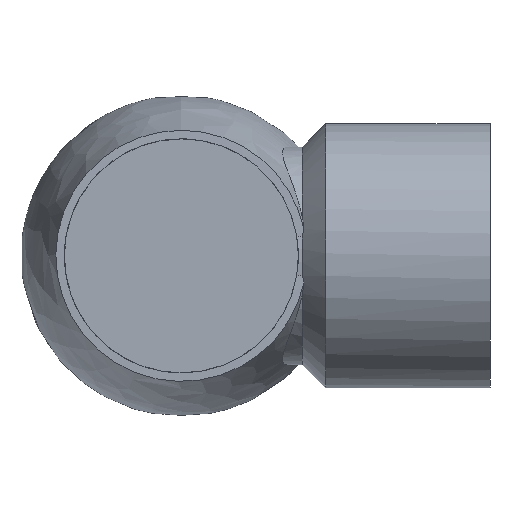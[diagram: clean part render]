
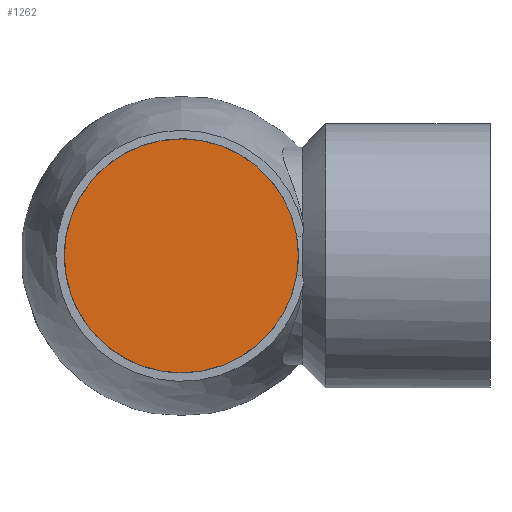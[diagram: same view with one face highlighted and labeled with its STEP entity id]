
A CAD part, front view. The second image highlights one B-rep face of the part: STEP entity #1262.
In plain terms, the highlighted planar face has unit normal (0, -1, 0).
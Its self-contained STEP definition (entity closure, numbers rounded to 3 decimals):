
#103=FACE_OUTER_BOUND('',#177,.T.);
#177=EDGE_LOOP('',(#850));
#479=CIRCLE('',#1375,29.);
#516=VERTEX_POINT('',#2099);
#645=EDGE_CURVE('',#516,#516,#479,.T.);
#850=ORIENTED_EDGE('',*,*,#645,.F.);
#1135=PLANE('',#1374);
#1262=ADVANCED_FACE('',(#103),#1135,.T.);
#1374=AXIS2_PLACEMENT_3D('',#2098,#1505,#1506);
#1375=AXIS2_PLACEMENT_3D('',#2100,#1507,#1508);
#1505=DIRECTION('center_axis',(0.,-1.,0.));
#1506=DIRECTION('ref_axis',(0.,0.,-1.));
#1507=DIRECTION('center_axis',(0.,1.,0.));
#1508=DIRECTION('ref_axis',(0.,0.,1.));
#2098=CARTESIAN_POINT('Origin',(0.,-39.5,
0.));
#2099=CARTESIAN_POINT('',(0.,-39.5,29.));
#2100=CARTESIAN_POINT('Origin',(0.,-39.5,
0.));
